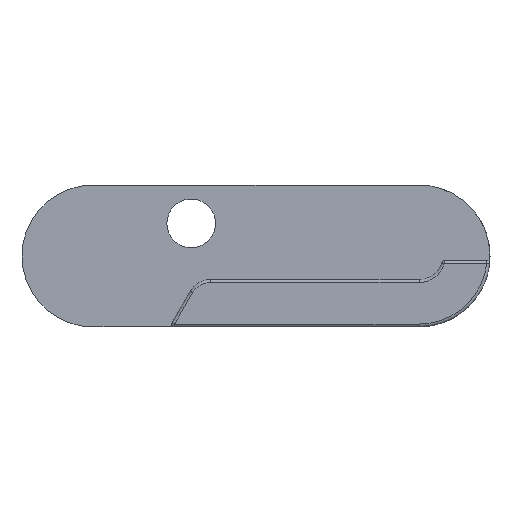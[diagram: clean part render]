
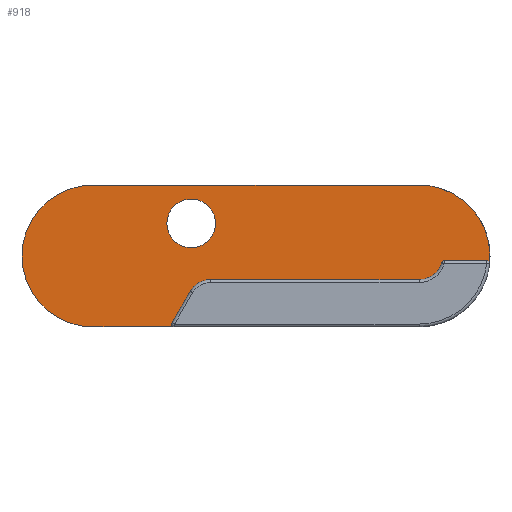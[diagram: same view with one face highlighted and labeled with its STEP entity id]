
A CAD part, top view. The second image highlights one B-rep face of the part: STEP entity #918.
In plain terms, the highlighted planar face has unit normal (0, 0, 1).
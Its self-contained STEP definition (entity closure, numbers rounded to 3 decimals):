
#27 = EDGE_CURVE ( 'NONE', #1604, #1607, #1903, .T. ) ;
#40 = VECTOR ( 'NONE', #1012, 1000. ) ;
#45 = CARTESIAN_POINT ( 'NONE',  ( 34.5, -5., 1.6 ) ) ;
#53 = DIRECTION ( 'NONE',  ( -1., 0., 0. ) ) ;
#60 = ORIENTED_EDGE ( 'NONE', *, *, #432, .T. ) ;
#62 = EDGE_CURVE ( 'NONE', #1316, #1699, #346, .T. ) ;
#93 = DIRECTION ( 'NONE',  ( 0., 0., 1. ) ) ;
#109 = EDGE_CURVE ( 'NONE', #1840, #1479, #1738, .T. ) ;
#113 = DIRECTION ( 'NONE',  ( 1., 0., 0. ) ) ;
#117 = CARTESIAN_POINT ( 'NONE',  ( -9.601, -5., 1.6 ) ) ;
#132 = CARTESIAN_POINT ( 'NONE',  ( 48.811, -1.6, 1.6 ) ) ;
#197 = ORIENTED_EDGE ( 'NONE', *, *, #1798, .T. ) ;
#221 = CARTESIAN_POINT ( 'NONE',  ( 34.5, 0., 1.6 ) ) ;
#252 = DIRECTION ( 'NONE',  ( 1., 0., 0. ) ) ;
#256 = AXIS2_PLACEMENT_3D ( 'NONE', #364, #1310, #700 ) ;
#259 = VERTEX_POINT ( 'NONE', #1950 ) ;
#265 = DIRECTION ( 'NONE',  ( -1., 0., 0. ) ) ;
#279 = CIRCLE ( 'NONE', #2011, 0.6 ) ;
#284 = EDGE_CURVE ( 'NONE', #1532, #610, #754, .T. ) ;
#288 = CARTESIAN_POINT ( 'NONE',  ( -34.5, 15., 1.6 ) ) ;
#294 = DIRECTION ( 'NONE',  ( 0., 0., 1. ) ) ;
#327 = CARTESIAN_POINT ( 'NONE',  ( -17.741, -14.1, 1.6 ) ) ;
#334 = VECTOR ( 'NONE', #758, 1000. ) ;
#336 = CARTESIAN_POINT ( 'NONE',  ( 39.867, -1., 1.6 ) ) ;
#339 = DIRECTION ( 'NONE',  ( 1., 0., 0. ) ) ;
#346 = CIRCLE ( 'NONE', #256, 0.6 ) ;
#351 = VERTEX_POINT ( 'NONE', #460 ) ;
#364 = CARTESIAN_POINT ( 'NONE',  ( -17.222, -14.4, 1.6 ) ) ;
#377 = CIRCLE ( 'NONE', #558, 0.6 ) ;
#385 = EDGE_CURVE ( 'NONE', #1607, #1316, #279, .T. ) ;
#392 = CIRCLE ( 'NONE', #1412, 5.15 ) ;
#398 = CARTESIAN_POINT ( 'NONE',  ( -34.5, 0., 1.6 ) ) ;
#418 = CARTESIAN_POINT ( 'NONE',  ( -17.822, -14.4, 1.6 ) ) ;
#428 = DIRECTION ( 'NONE',  ( 1., 0., 0. ) ) ;
#432 = EDGE_CURVE ( 'NONE', #1644, #1532, #1773, .T. ) ;
#441 = EDGE_CURVE ( 'NONE', #351, #1840, #1825, .T. ) ;
#447 = AXIS2_PLACEMENT_3D ( 'NONE', #878, #294, #771 ) ;
#450 = DIRECTION ( 'NONE',  ( 1., 0., 0. ) ) ;
#460 = CARTESIAN_POINT ( 'NONE',  ( 39.867, -1., 1.6 ) ) ;
#473 = ORIENTED_EDGE ( 'NONE', *, *, #628, .F. ) ;
#478 = VERTEX_POINT ( 'NONE', #931 ) ;
#479 = DIRECTION ( 'NONE',  ( 0., 0., 1. ) ) ;
#487 = CARTESIAN_POINT ( 'NONE',  ( -34.5, 0., 1.6 ) ) ;
#558 = AXIS2_PLACEMENT_3D ( 'NONE', #132, #738, #265 ) ;
#581 = CIRCLE ( 'NONE', #1433, 15. ) ;
#608 = CARTESIAN_POINT ( 'NONE',  ( -34.5, 15., 1.6 ) ) ;
#610 = VERTEX_POINT ( 'NONE', #1725 ) ;
#628 = EDGE_CURVE ( 'NONE', #259, #351, #1700, .T. ) ;
#629 = VECTOR ( 'NONE', #53, 1000. ) ;
#631 = AXIS2_PLACEMENT_3D ( 'NONE', #1677, #1832, #1961 ) ;
#640 = CARTESIAN_POINT ( 'NONE',  ( 39.867, -1.6, 1.6 ) ) ;
#641 = AXIS2_PLACEMENT_3D ( 'NONE', #221, #1896, #1285 ) ;
#661 = DIRECTION ( 'NONE',  ( -1., 0., 0. ) ) ;
#700 = DIRECTION ( 'NONE',  ( 1., 0., 0. ) ) ;
#706 = CARTESIAN_POINT ( 'NONE',  ( 34.5, 15., 1.6 ) ) ;
#712 = ORIENTED_EDGE ( 'NONE', *, *, #1077, .F. ) ;
#738 = DIRECTION ( 'NONE',  ( 0., 0., 1. ) ) ;
#749 = ORIENTED_EDGE ( 'NONE', *, *, #1665, .F. ) ;
#754 = CIRCLE ( 'NONE', #884, 15. ) ;
#758 = DIRECTION ( 'NONE',  ( -1., 0., 0. ) ) ;
#771 = DIRECTION ( 'NONE',  ( 1., 0., 0. ) ) ;
#792 = CARTESIAN_POINT ( 'NONE',  ( -8.55, 6.9, 1.6 ) ) ;
#803 = DIRECTION ( 'NONE',  ( 0., 0., 1. ) ) ;
#804 = AXIS2_PLACEMENT_3D ( 'NONE', #1213, #1517, #1951 ) ;
#872 = EDGE_CURVE ( 'NONE', #1698, #1604, #1075, .T. ) ;
#878 = CARTESIAN_POINT ( 'NONE',  ( -13.7, 6.9, 1.6 ) ) ;
#884 = AXIS2_PLACEMENT_3D ( 'NONE', #398, #1026, #252 ) ;
#901 = CARTESIAN_POINT ( 'NONE',  ( -18.85, 6.9, 1.6 ) ) ;
#912 = VECTOR ( 'NONE', #661, 1000. ) ;
#918 = ADVANCED_FACE ( 'NONE', ( #1071, #1001 ), #1357, .T. ) ;
#931 = CARTESIAN_POINT ( 'NONE',  ( 49.407, -1.667, 1.6 ) ) ;
#937 = EDGE_CURVE ( 'NONE', #610, #1699, #1178, .T. ) ;
#947 = DIRECTION ( 'NONE',  ( 0., 0., 1. ) ) ;
#949 = DIRECTION ( 'NONE',  ( 1., 0., 0. ) ) ;
#988 = ORIENTED_EDGE ( 'NONE', *, *, #385, .F. ) ;
#1001 = FACE_BOUND ( 'NONE', #1980, .T. ) ;
#1012 = DIRECTION ( 'NONE',  ( -0.5, -0.866, 0. ) ) ;
#1026 = DIRECTION ( 'NONE',  ( 0., 0., 1. ) ) ;
#1037 = CIRCLE ( 'NONE', #447, 5.15 ) ;
#1071 = FACE_OUTER_BOUND ( 'NONE', #1629, .T. ) ;
#1075 = CIRCLE ( 'NONE', #631, 5. ) ;
#1077 = EDGE_CURVE ( 'NONE', #1479, #1698, #1510, .T. ) ;
#1091 = AXIS2_PLACEMENT_3D ( 'NONE', #487, #479, #339 ) ;
#1101 = EDGE_CURVE ( 'NONE', #1559, #1644, #1543, .T. ) ;
#1109 = ORIENTED_EDGE ( 'NONE', *, *, #109, .F. ) ;
#1131 = CARTESIAN_POINT ( 'NONE',  ( 39.292, -1.429, 1.6 ) ) ;
#1158 = CARTESIAN_POINT ( 'NONE',  ( -17.741, -14.1, 1.6 ) ) ;
#1167 = ORIENTED_EDGE ( 'NONE', *, *, #27, .F. ) ;
#1178 = LINE ( 'NONE', #1343, #1483 ) ;
#1197 = ORIENTED_EDGE ( 'NONE', *, *, #872, .F. ) ;
#1212 = CARTESIAN_POINT ( 'NONE',  ( -17.222, -14.4, 1.6 ) ) ;
#1213 = CARTESIAN_POINT ( 'NONE',  ( -34.5, 0., 1.6 ) ) ;
#1264 = DIRECTION ( 'NONE',  ( 1., 0., 0. ) ) ;
#1285 = DIRECTION ( 'NONE',  ( 1., 0., 0. ) ) ;
#1296 = ORIENTED_EDGE ( 'NONE', *, *, #1101, .T. ) ;
#1308 = ORIENTED_EDGE ( 'NONE', *, *, #441, .F. ) ;
#1310 = DIRECTION ( 'NONE',  ( 0., 0., 1. ) ) ;
#1316 = VERTEX_POINT ( 'NONE', #418 ) ;
#1343 = CARTESIAN_POINT ( 'NONE',  ( -34.5, -15., 1.6 ) ) ;
#1357 = PLANE ( 'NONE',  #804 ) ;
#1380 = ORIENTED_EDGE ( 'NONE', *, *, #284, .T. ) ;
#1409 = ORIENTED_EDGE ( 'NONE', *, *, #1919, .F. ) ;
#1410 = CARTESIAN_POINT ( 'NONE',  ( -13.931, -7.5, 1.6 ) ) ;
#1412 = AXIS2_PLACEMENT_3D ( 'NONE', #1466, #93, #113 ) ;
#1433 = AXIS2_PLACEMENT_3D ( 'NONE', #1830, #947, #1264 ) ;
#1458 = AXIS2_PLACEMENT_3D ( 'NONE', #640, #803, #949 ) ;
#1466 = CARTESIAN_POINT ( 'NONE',  ( -13.7, 6.9, 1.6 ) ) ;
#1479 = VERTEX_POINT ( 'NONE', #45 ) ;
#1483 = VECTOR ( 'NONE', #428, 1000. ) ;
#1510 = LINE ( 'NONE', #1754, #629 ) ;
#1515 = ORIENTED_EDGE ( 'NONE', *, *, #1701, .F. ) ;
#1517 = DIRECTION ( 'NONE',  ( 0., 0., 1. ) ) ;
#1532 = VERTEX_POINT ( 'NONE', #1603 ) ;
#1543 = LINE ( 'NONE', #608, #334 ) ;
#1559 = VERTEX_POINT ( 'NONE', #706 ) ;
#1588 = VERTEX_POINT ( 'NONE', #901 ) ;
#1602 = VERTEX_POINT ( 'NONE', #792 ) ;
#1603 = CARTESIAN_POINT ( 'NONE',  ( -49.5, 0., 1.6 ) ) ;
#1604 = VERTEX_POINT ( 'NONE', #1410 ) ;
#1607 = VERTEX_POINT ( 'NONE', #327 ) ;
#1629 = EDGE_LOOP ( 'NONE', ( #1515, #197, #1296, #60, #1380, #1784, #1949, #988, #1167, #1197, #712, #1109, #1308, #473 ) ) ;
#1644 = VERTEX_POINT ( 'NONE', #288 ) ;
#1649 = CARTESIAN_POINT ( 'NONE',  ( -17.222, -15., 1.6 ) ) ;
#1665 = EDGE_CURVE ( 'NONE', #1602, #1588, #1037, .T. ) ;
#1671 = DIRECTION ( 'NONE',  ( 0., 0., 1. ) ) ;
#1677 = CARTESIAN_POINT ( 'NONE',  ( -9.601, -10., 1.6 ) ) ;
#1698 = VERTEX_POINT ( 'NONE', #117 ) ;
#1699 = VERTEX_POINT ( 'NONE', #1649 ) ;
#1700 = LINE ( 'NONE', #336, #912 ) ;
#1701 = EDGE_CURVE ( 'NONE', #478, #259, #377, .T. ) ;
#1725 = CARTESIAN_POINT ( 'NONE',  ( -34.5, -15., 1.6 ) ) ;
#1738 = CIRCLE ( 'NONE', #641, 5. ) ;
#1754 = CARTESIAN_POINT ( 'NONE',  ( 34.5, -5., 1.6 ) ) ;
#1773 = CIRCLE ( 'NONE', #1091, 15. ) ;
#1784 = ORIENTED_EDGE ( 'NONE', *, *, #937, .T. ) ;
#1798 = EDGE_CURVE ( 'NONE', #478, #1559, #581, .T. ) ;
#1825 = CIRCLE ( 'NONE', #1458, 0.6 ) ;
#1830 = CARTESIAN_POINT ( 'NONE',  ( 34.5, 0., 1.6 ) ) ;
#1832 = DIRECTION ( 'NONE',  ( 0., 0., 1. ) ) ;
#1840 = VERTEX_POINT ( 'NONE', #1131 ) ;
#1896 = DIRECTION ( 'NONE',  ( 0., 0., -1. ) ) ;
#1903 = LINE ( 'NONE', #1158, #40 ) ;
#1919 = EDGE_CURVE ( 'NONE', #1588, #1602, #392, .T. ) ;
#1949 = ORIENTED_EDGE ( 'NONE', *, *, #62, .F. ) ;
#1950 = CARTESIAN_POINT ( 'NONE',  ( 48.811, -1., 1.6 ) ) ;
#1951 = DIRECTION ( 'NONE',  ( 1., 0., 0. ) ) ;
#1961 = DIRECTION ( 'NONE',  ( -1., 0., 0. ) ) ;
#1980 = EDGE_LOOP ( 'NONE', ( #1409, #749 ) ) ;
#2011 = AXIS2_PLACEMENT_3D ( 'NONE', #1212, #1671, #450 ) ;
